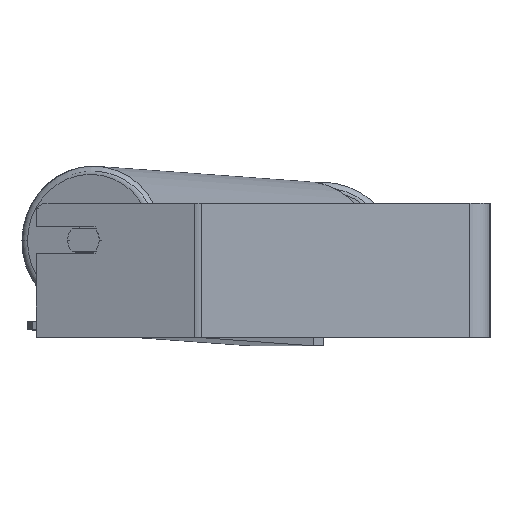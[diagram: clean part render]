
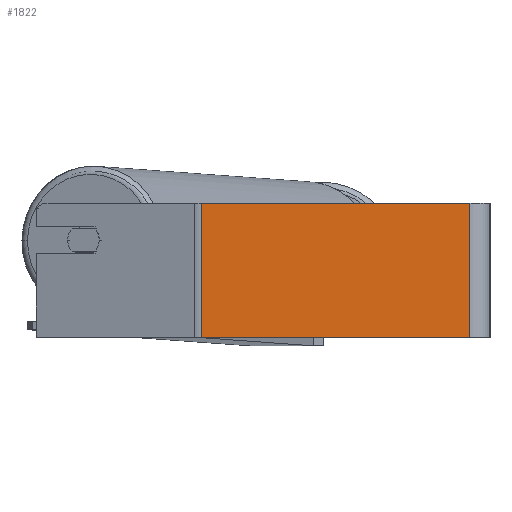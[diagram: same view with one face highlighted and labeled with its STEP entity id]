
A CAD part, left-side view. The second image highlights one B-rep face of the part: STEP entity #1822.
In plain terms, the highlighted planar face has unit normal (-1, 0, 0).
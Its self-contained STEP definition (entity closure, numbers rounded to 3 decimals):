
#31 = PLANE ( 'NONE',  #4518 ) ;
#155 = EDGE_CURVE ( 'NONE', #2142, #8245, #7116, .T. ) ;
#165 = DIRECTION ( 'NONE',  ( 0., -1., 0. ) ) ;
#278 = VERTEX_POINT ( 'NONE', #980 ) ;
#524 = EDGE_CURVE ( 'NONE', #278, #8245, #4124, .T. ) ;
#980 = CARTESIAN_POINT ( 'NONE',  ( -620., 12., 40. ) ) ;
#1125 = DIRECTION ( 'NONE',  ( 0., 0., -1. ) ) ;
#1380 = DIRECTION ( 'NONE',  ( 1., 0., 0. ) ) ;
#1423 = CARTESIAN_POINT ( 'NONE',  ( -620., 12., 40. ) ) ;
#1695 = EDGE_CURVE ( 'NONE', #2542, #278, #3405, .T. ) ;
#1822 = ADVANCED_FACE ( 'NONE', ( #4994 ), #31, .F. ) ;
#1861 = VECTOR ( 'NONE', #7028, 1000. ) ;
#1886 = VECTOR ( 'NONE', #8307, 1000. ) ;
#2142 = VERTEX_POINT ( 'NONE', #5417 ) ;
#2542 = VERTEX_POINT ( 'NONE', #5311 ) ;
#3077 = ORIENTED_EDGE ( 'NONE', *, *, #1695, .F. ) ;
#3274 = ORIENTED_EDGE ( 'NONE', *, *, #155, .T. ) ;
#3405 = LINE ( 'NONE', #5464, #1886 ) ;
#3628 = CARTESIAN_POINT ( 'NONE',  ( -620., 174.204, -40. ) ) ;
#4124 = LINE ( 'NONE', #1423, #1861 ) ;
#4518 = AXIS2_PLACEMENT_3D ( 'NONE', #6935, #1380, #7761 ) ;
#4994 = FACE_OUTER_BOUND ( 'NONE', #8018, .T. ) ;
#5036 = ORIENTED_EDGE ( 'NONE', *, *, #8104, .T. ) ;
#5277 = VECTOR ( 'NONE', #1125, 1000. ) ;
#5301 = CARTESIAN_POINT ( 'NONE',  ( -620., 172.088, 40. ) ) ;
#5311 = CARTESIAN_POINT ( 'NONE',  ( -620., 172.088, 40. ) ) ;
#5417 = CARTESIAN_POINT ( 'NONE',  ( -620., 172.088, -40. ) ) ;
#5464 = CARTESIAN_POINT ( 'NONE',  ( -620., 174.204, 40. ) ) ;
#6859 = LINE ( 'NONE', #5301, #5277 ) ;
#6930 = ORIENTED_EDGE ( 'NONE', *, *, #524, .F. ) ;
#6935 = CARTESIAN_POINT ( 'NONE',  ( -620., 174.204, 40. ) ) ;
#7028 = DIRECTION ( 'NONE',  ( 0., 0., -1. ) ) ;
#7116 = LINE ( 'NONE', #3628, #7285 ) ;
#7218 = CARTESIAN_POINT ( 'NONE',  ( -620., 12., -40. ) ) ;
#7285 = VECTOR ( 'NONE', #165, 1000. ) ;
#7761 = DIRECTION ( 'NONE',  ( 0., 0., -1. ) ) ;
#8018 = EDGE_LOOP ( 'NONE', ( #3274, #6930, #3077, #5036 ) ) ;
#8104 = EDGE_CURVE ( 'NONE', #2542, #2142, #6859, .T. ) ;
#8245 = VERTEX_POINT ( 'NONE', #7218 ) ;
#8307 = DIRECTION ( 'NONE',  ( 0., -1., 0. ) ) ;
